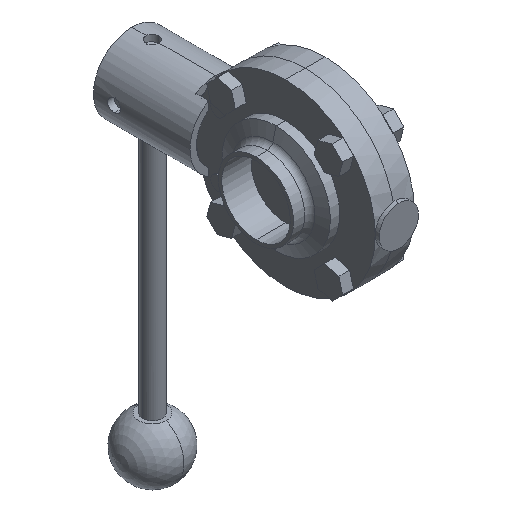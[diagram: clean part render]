
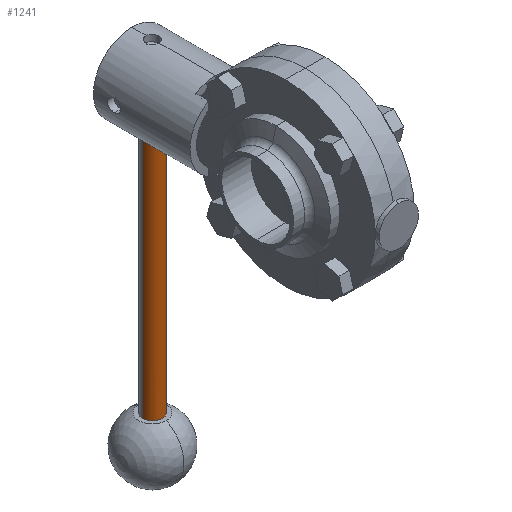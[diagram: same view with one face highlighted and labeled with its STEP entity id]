
A CAD part, isometric view. The second image highlights one B-rep face of the part: STEP entity #1241.
In plain terms, the highlighted cylindrical face has radius 5 mm (diameter 10 mm), a partial arc.
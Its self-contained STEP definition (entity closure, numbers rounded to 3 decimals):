
#202 = EDGE_LOOP ( 'NONE', ( #1059, #3622, #2731, #2493, #2550 ) ) ;
#240 = CARTESIAN_POINT ( 'NONE',  ( 5., 0., -170. ) ) ;
#329 = EDGE_CURVE ( 'NONE', #2140, #3954, #2229, .T. ) ;
#333 = B_SPLINE_CURVE_WITH_KNOTS ( 'NONE', 3,
 ( #393, #384, #2932, #3253, #530, #571, #1832, #888, #1816, #844, #3732, #4080, #2143, #2170, #1524, #2468, #3320, #1490, #1194, #3417 ),
 .UNSPECIFIED., .F., .F.,
 ( 4, 2, 2, 2, 2, 2, 2, 2, 2, 4 ),
 ( 0., 0.001, 0.002, 0.003, 0.004, 0.005, 0.006, 0.006, 0.007, 0.008 ),
 .UNSPECIFIED. ) ;
#384 = CARTESIAN_POINT ( 'NONE',  ( 5., -0.333, -15.304 ) ) ;
#393 = CARTESIAN_POINT ( 'NONE',  ( 5., 0., -15.304 ) ) ;
#419 = CARTESIAN_POINT ( 'NONE',  ( -1.305, -4.838, -16.05 ) ) ;
#424 = CYLINDRICAL_SURFACE ( 'NONE', #3798, 5. ) ;
#502 = CARTESIAN_POINT ( 'NONE',  ( -4.492, -2.219, -15.461 ) ) ;
#517 = CARTESIAN_POINT ( 'NONE',  ( -4.992, -0.328, -15.307 ) ) ;
#530 = CARTESIAN_POINT ( 'NONE',  ( 4.742, -1.62, -15.387 ) ) ;
#534 = CARTESIAN_POINT ( 'NONE',  ( -4.838, -1.305, -15.356 ) ) ;
#571 = CARTESIAN_POINT ( 'NONE',  ( 4.49, -2.225, -15.462 ) ) ;
#722 = VECTOR ( 'NONE', #1171, 1000. ) ;
#743 = CARTESIAN_POINT ( 'NONE',  ( -2.225, -4.49, -15.948 ) ) ;
#844 = CARTESIAN_POINT ( 'NONE',  ( 3.305, -3.766, -15.759 ) ) ;
#888 = CARTESIAN_POINT ( 'NONE',  ( 3.973, -3.053, -15.603 ) ) ;
#959 = CARTESIAN_POINT ( 'NONE',  ( 0., 0., -144.613 ) ) ;
#1047 = EDGE_CURVE ( 'NONE', #1126, #2092, #333, .T. ) ;
#1059 = ORIENTED_EDGE ( 'NONE', *, *, #1592, .F. ) ;
#1071 = EDGE_CURVE ( 'NONE', #2140, #1126, #1572, .T. ) ;
#1126 = VERTEX_POINT ( 'NONE', #1328 ) ;
#1144 = CARTESIAN_POINT ( 'NONE',  ( -3.054, -3.972, -15.81 ) ) ;
#1171 = DIRECTION ( 'NONE',  ( 0., 0., 1. ) ) ;
#1174 = CARTESIAN_POINT ( 'NONE',  ( -5., 0., -15.304 ) ) ;
#1179 = CARTESIAN_POINT ( 'NONE',  ( -5., 0., -15.304 ) ) ;
#1194 = CARTESIAN_POINT ( 'NONE',  ( 0.329, -5., -16.1 ) ) ;
#1241 = ADVANCED_FACE ( 'NONE', ( #1931 ), #424, .T. ) ;
#1328 = CARTESIAN_POINT ( 'NONE',  ( 5., 0., -15.304 ) ) ;
#1353 = CARTESIAN_POINT ( 'NONE',  ( 5., 0., -144.613 ) ) ;
#1410 = DIRECTION ( 'NONE',  ( 0., 0., 1. ) ) ;
#1490 = CARTESIAN_POINT ( 'NONE',  ( 0.655, -4.968, -16.09 ) ) ;
#1524 = CARTESIAN_POINT ( 'NONE',  ( 1.615, -4.735, -16.02 ) ) ;
#1572 = LINE ( 'NONE', #240, #722 ) ;
#1592 = EDGE_CURVE ( 'NONE', #3954, #3831, #2038, .T. ) ;
#1792 = CARTESIAN_POINT ( 'NONE',  ( -3.308, -3.763, -15.758 ) ) ;
#1797 = EDGE_CURVE ( 'NONE', #2092, #3831, #3494, .T. ) ;
#1816 = CARTESIAN_POINT ( 'NONE',  ( 3.763, -3.308, -15.656 ) ) ;
#1832 = CARTESIAN_POINT ( 'NONE',  ( 4.336, -2.511, -15.506 ) ) ;
#1931 = FACE_OUTER_BOUND ( 'NONE', #202, .T. ) ;
#1938 = VECTOR ( 'NONE', #1410, 1000. ) ;
#2038 = LINE ( 'NONE', #3898, #1938 ) ;
#2054 = CARTESIAN_POINT ( 'NONE',  ( 0., 0., -170. ) ) ;
#2087 = CARTESIAN_POINT ( 'NONE',  ( -3.769, -3.302, -15.655 ) ) ;
#2092 = VERTEX_POINT ( 'NONE', #3501 ) ;
#2140 = VERTEX_POINT ( 'NONE', #1353 ) ;
#2143 = CARTESIAN_POINT ( 'NONE',  ( 2.22, -4.492, -15.949 ) ) ;
#2170 = CARTESIAN_POINT ( 'NONE',  ( 1.769, -4.679, -16.003 ) ) ;
#2229 = CIRCLE ( 'NONE', #3526, 5. ) ;
#2347 = CARTESIAN_POINT ( 'NONE',  ( -5., 0., -144.613 ) ) ;
#2468 = CARTESIAN_POINT ( 'NONE',  ( 1.301, -4.831, -16.048 ) ) ;
#2493 = ORIENTED_EDGE ( 'NONE', *, *, #1047, .T. ) ;
#2550 = ORIENTED_EDGE ( 'NONE', *, *, #1797, .T. ) ;
#2650 = CARTESIAN_POINT ( 'NONE',  ( -1.617, -4.743, -16.021 ) ) ;
#2717 = CARTESIAN_POINT ( 'NONE',  ( -4.96, -0.656, -15.317 ) ) ;
#2731 = ORIENTED_EDGE ( 'NONE', *, *, #1071, .T. ) ;
#2758 = CARTESIAN_POINT ( 'NONE',  ( -4.743, -1.617, -15.386 ) ) ;
#2842 = DIRECTION ( 'NONE',  ( 0., 0., -1. ) ) ;
#2932 = CARTESIAN_POINT ( 'NONE',  ( 4.967, -0.659, -15.315 ) ) ;
#3013 = CARTESIAN_POINT ( 'NONE',  ( -0.662, -4.967, -16.09 ) ) ;
#3072 = CARTESIAN_POINT ( 'NONE',  ( -4.336, -2.512, -15.506 ) ) ;
#3131 = DIRECTION ( 'NONE',  ( 1., 0., 0. ) ) ;
#3253 = CARTESIAN_POINT ( 'NONE',  ( 4.839, -1.301, -15.356 ) ) ;
#3320 = CARTESIAN_POINT ( 'NONE',  ( 1.14, -4.871, -16.06 ) ) ;
#3377 = CARTESIAN_POINT ( 'NONE',  ( -5., -0.164, -15.304 ) ) ;
#3417 = CARTESIAN_POINT ( 'NONE',  ( 0., -5., -16.1 ) ) ;
#3494 = B_SPLINE_CURVE_WITH_KNOTS ( 'NONE', 3,
 ( #3628, #3664, #3013, #419, #2650, #743, #3692, #1144, #1792, #2087, #4014, #3072, #502, #2758, #534, #3706, #2717, #517, #3377, #1174 ),
 .UNSPECIFIED., .F., .F.,
 ( 4, 2, 2, 2, 2, 2, 2, 2, 2, 4 ),
 ( 0.008, 0.009, 0.01, 0.011, 0.012, 0.013, 0.014, 0.015, 0.015, 0.016 ),
 .UNSPECIFIED. ) ;
#3501 = CARTESIAN_POINT ( 'NONE',  ( 0., -5., -16.1 ) ) ;
#3526 = AXIS2_PLACEMENT_3D ( 'NONE', #959, #2842, #3131 ) ;
#3622 = ORIENTED_EDGE ( 'NONE', *, *, #329, .F. ) ;
#3628 = CARTESIAN_POINT ( 'NONE',  ( 0., -5., -16.1 ) ) ;
#3658 = DIRECTION ( 'NONE',  ( 0., 0., 1. ) ) ;
#3664 = CARTESIAN_POINT ( 'NONE',  ( -0.328, -5., -16.1 ) ) ;
#3692 = CARTESIAN_POINT ( 'NONE',  ( -2.514, -4.334, -15.905 ) ) ;
#3706 = CARTESIAN_POINT ( 'NONE',  ( -4.935, -0.821, -15.325 ) ) ;
#3732 = CARTESIAN_POINT ( 'NONE',  ( 3.054, -3.972, -15.81 ) ) ;
#3798 = AXIS2_PLACEMENT_3D ( 'NONE', #2054, #3658, #3921 ) ;
#3831 = VERTEX_POINT ( 'NONE', #1179 ) ;
#3898 = CARTESIAN_POINT ( 'NONE',  ( -5., 0., -170. ) ) ;
#3921 = DIRECTION ( 'NONE',  ( 1., 0., 0. ) ) ;
#3954 = VERTEX_POINT ( 'NONE', #2347 ) ;
#4014 = CARTESIAN_POINT ( 'NONE',  ( -3.974, -3.052, -15.603 ) ) ;
#4080 = CARTESIAN_POINT ( 'NONE',  ( 2.508, -4.338, -15.906 ) ) ;
